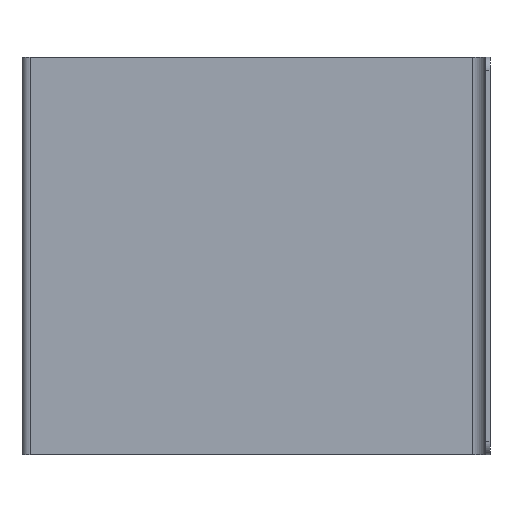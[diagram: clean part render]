
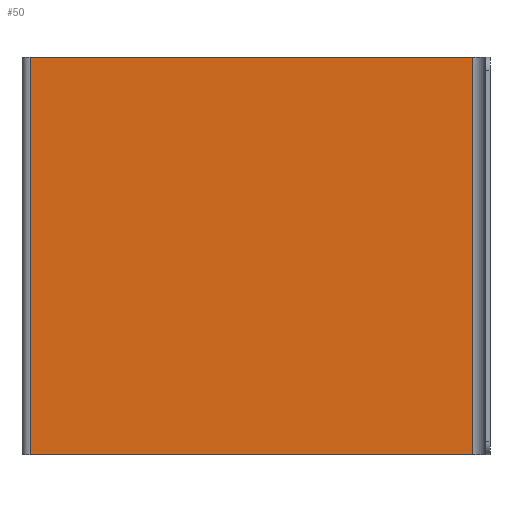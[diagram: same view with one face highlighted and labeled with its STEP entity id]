
A CAD part, front view. The second image highlights one B-rep face of the part: STEP entity #50.
In plain terms, the highlighted planar face has unit normal (0, -1, 0).
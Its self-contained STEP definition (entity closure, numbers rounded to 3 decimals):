
#5 = VERTEX_POINT ( 'NONE', #464 ) ;
#22 = DIRECTION ( 'NONE',  ( 0., -1., 0. ) ) ;
#23 = DIRECTION ( 'NONE',  ( 1., 0., 0. ) ) ;
#30 = DIRECTION ( 'NONE',  ( 0., 0., -1. ) ) ;
#50 = ADVANCED_FACE ( 'NONE', ( #727 ), #81, .T. ) ;
#56 = EDGE_CURVE ( 'NONE', #244, #5, #184, .T. ) ;
#81 = PLANE ( 'NONE',  #385 ) ;
#84 = EDGE_CURVE ( 'NONE', #244, #638, #556, .T. ) ;
#93 = CARTESIAN_POINT ( 'NONE',  ( 167.75, -3., 148. ) ) ;
#111 = CARTESIAN_POINT ( 'NONE',  ( 167.75, -3., -148. ) ) ;
#115 = ORIENTED_EDGE ( 'NONE', *, *, #56, .T. ) ;
#123 = ORIENTED_EDGE ( 'NONE', *, *, #249, .F. ) ;
#159 = DIRECTION ( 'NONE',  ( 0., 0., -1. ) ) ;
#184 = LINE ( 'NONE', #316, #358 ) ;
#195 = LINE ( 'NONE', #228, #713 ) ;
#228 = CARTESIAN_POINT ( 'NONE',  ( -167.75, -3., -148. ) ) ;
#244 = VERTEX_POINT ( 'NONE', #709 ) ;
#249 = EDGE_CURVE ( 'NONE', #638, #339, #529, .T. ) ;
#304 = EDGE_LOOP ( 'NONE', ( #404, #115, #573, #123 ) ) ;
#316 = CARTESIAN_POINT ( 'NONE',  ( -161.75, -3., 148. ) ) ;
#339 = VERTEX_POINT ( 'NONE', #111 ) ;
#358 = VECTOR ( 'NONE', #30, 1000. ) ;
#379 = EDGE_CURVE ( 'NONE', #339, #5, #195, .T. ) ;
#385 = AXIS2_PLACEMENT_3D ( 'NONE', #581, #22, #641 ) ;
#404 = ORIENTED_EDGE ( 'NONE', *, *, #84, .F. ) ;
#444 = DIRECTION ( 'NONE',  ( -1., 0., 0. ) ) ;
#457 = CARTESIAN_POINT ( 'NONE',  ( 167.75, -3., 148. ) ) ;
#464 = CARTESIAN_POINT ( 'NONE',  ( -161.75, -3., -148. ) ) ;
#529 = LINE ( 'NONE', #93, #625 ) ;
#556 = LINE ( 'NONE', #697, #698 ) ;
#573 = ORIENTED_EDGE ( 'NONE', *, *, #379, .F. ) ;
#581 = CARTESIAN_POINT ( 'NONE',  ( 0., -3., 0. ) ) ;
#625 = VECTOR ( 'NONE', #159, 1000. ) ;
#638 = VERTEX_POINT ( 'NONE', #457 ) ;
#641 = DIRECTION ( 'NONE',  ( 0., 0., -1. ) ) ;
#697 = CARTESIAN_POINT ( 'NONE',  ( -167.75, -3., 148. ) ) ;
#698 = VECTOR ( 'NONE', #23, 1000. ) ;
#709 = CARTESIAN_POINT ( 'NONE',  ( -161.75, -3., 148. ) ) ;
#713 = VECTOR ( 'NONE', #444, 1000. ) ;
#727 = FACE_OUTER_BOUND ( 'NONE', #304, .T. ) ;
